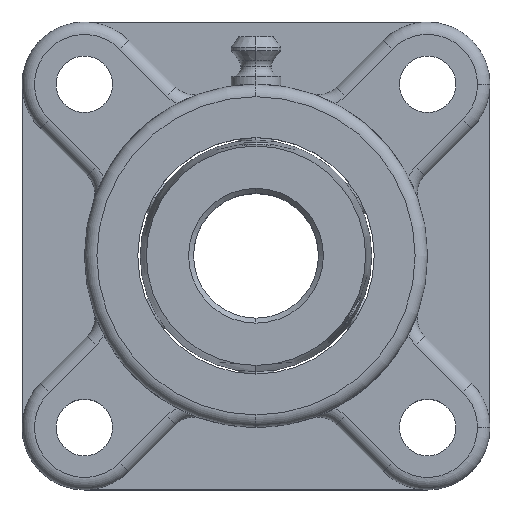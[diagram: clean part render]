
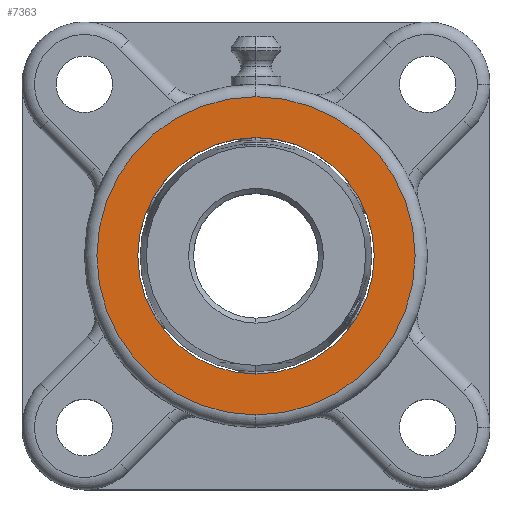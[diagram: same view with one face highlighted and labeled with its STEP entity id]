
A CAD part, top view. The second image highlights one B-rep face of the part: STEP entity #7363.
In plain terms, the highlighted planar face has unit normal (0, 0, 1).
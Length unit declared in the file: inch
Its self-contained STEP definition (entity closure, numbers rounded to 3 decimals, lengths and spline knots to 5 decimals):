
#5407 = PLANE ( 'NONE',  #5409 ) ;
#5408 = CARTESIAN_POINT ( 'NONE',  ( 0., 1.375, 1.0625 ) ) ;
#5409 = AXIS2_PLACEMENT_3D ( 'NONE', #5408, #5469, #5468 ) ;
#5410 = FACE_BOUND ( 'NONE', #7368, .T. ) ;
#5411 = FACE_OUTER_BOUND ( 'NONE', #7364, .T. ) ;
#5459 = DIRECTION ( 'NONE',  ( 0., 1., 0. ) ) ;
#5460 = DIRECTION ( 'NONE',  ( 0., 0., -1. ) ) ;
#5461 = CARTESIAN_POINT ( 'NONE',  ( 0., 0., 1.0625 ) ) ;
#5462 = AXIS2_PLACEMENT_3D ( 'NONE', #5461, #5460, #5459 ) ;
#5463 = CIRCLE ( 'NONE', #5462, 0.9475 ) ;
#5464 = DIRECTION ( 'NONE',  ( 0., -1., 0. ) ) ;
#5465 = DIRECTION ( 'NONE',  ( 0., 0., 1. ) ) ;
#5466 = CARTESIAN_POINT ( 'NONE',  ( 0., 0., 1.0625 ) ) ;
#5467 = AXIS2_PLACEMENT_3D ( 'NONE', #5466, #5465, #5464 ) ;
#5468 = DIRECTION ( 'NONE',  ( 0., -1., 0. ) ) ;
#5469 = DIRECTION ( 'NONE',  ( 0., 0., 1. ) ) ;
#5470 = CIRCLE ( 'NONE', #5467, 1.275 ) ;
#7363 = ADVANCED_FACE ( 'NONE', ( #5411, #5410 ), #5407, .T. ) ;
#7364 = EDGE_LOOP ( 'NONE', ( #7365, #7366 ) ) ;
#7365 = ORIENTED_EDGE ( 'NONE', *, *, #8231, .T. ) ;
#7366 = ORIENTED_EDGE ( 'NONE', *, *, #7367, .T. ) ;
#7367 = EDGE_CURVE ( 'NONE', #8504, #8224, #5470, .T. ) ;
#7368 = EDGE_LOOP ( 'NONE', ( #7369, #7371 ) ) ;
#7369 = ORIENTED_EDGE ( 'NONE', *, *, #7370, .T. ) ;
#7370 = EDGE_CURVE ( 'NONE', #7825, #7824, #5463, .T. ) ;
#7371 = ORIENTED_EDGE ( 'NONE', *, *, #7800, .T. ) ;
#7800 = EDGE_CURVE ( 'NONE', #7824, #7825, #8737, .T. ) ;
#7824 = VERTEX_POINT ( 'NONE', #8759 ) ;
#7825 = VERTEX_POINT ( 'NONE', #8758 ) ;
#8224 = VERTEX_POINT ( 'NONE', #9923 ) ;
#8231 = EDGE_CURVE ( 'NONE', #8224, #8504, #9912, .T. ) ;
#8504 = VERTEX_POINT ( 'NONE', #10729 ) ;
#8733 = DIRECTION ( 'NONE',  ( 0., 1., 0. ) ) ;
#8734 = DIRECTION ( 'NONE',  ( 0., 0., -1. ) ) ;
#8735 = CARTESIAN_POINT ( 'NONE',  ( 0., 0., 1.0625 ) ) ;
#8736 = AXIS2_PLACEMENT_3D ( 'NONE', #8735, #8734, #8733 ) ;
#8737 = CIRCLE ( 'NONE', #8736, 0.9475 ) ;
#8758 = CARTESIAN_POINT ( 'NONE',  ( 0., 0.9475, 1.0625 ) ) ;
#8759 = CARTESIAN_POINT ( 'NONE',  ( 0., -0.9475, 1.0625 ) ) ;
#9908 = DIRECTION ( 'NONE',  ( 0., -1., 0. ) ) ;
#9909 = DIRECTION ( 'NONE',  ( 0., 0., 1. ) ) ;
#9910 = CARTESIAN_POINT ( 'NONE',  ( 0., 0., 1.0625 ) ) ;
#9911 = AXIS2_PLACEMENT_3D ( 'NONE', #9910, #9909, #9908 ) ;
#9912 = CIRCLE ( 'NONE', #9911, 1.275 ) ;
#9923 = CARTESIAN_POINT ( 'NONE',  ( 0., -1.275, 1.0625 ) ) ;
#10729 = CARTESIAN_POINT ( 'NONE',  ( 0., 1.275, 1.0625 ) ) ;
